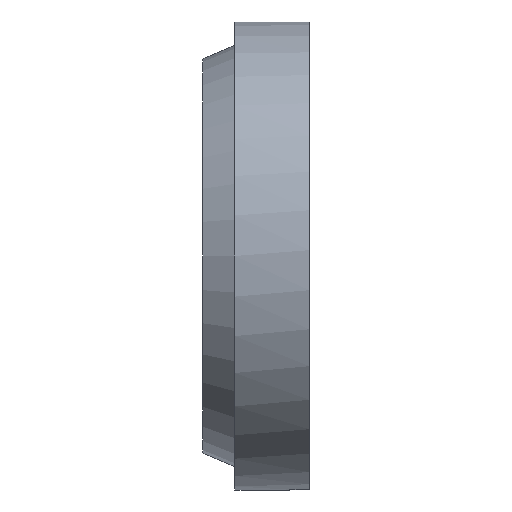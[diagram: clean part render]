
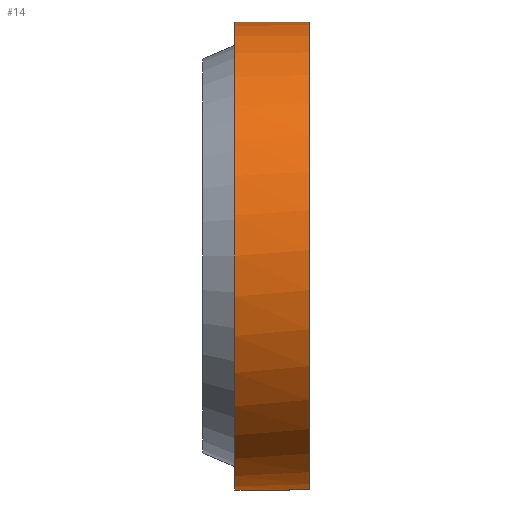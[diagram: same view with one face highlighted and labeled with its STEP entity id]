
A CAD part, front view. The second image highlights one B-rep face of the part: STEP entity #14.
In plain terms, the highlighted cylindrical face has radius 20 mm (diameter 40 mm), a partial arc.
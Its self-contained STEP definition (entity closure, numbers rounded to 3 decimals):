
#4 = ORIENTED_EDGE ( 'NONE', *, *, #87, .T. ) ;
#5 = DIRECTION ( 'NONE',  ( -1., 0., 0. ) ) ;
#14 = ADVANCED_FACE ( 'NONE', ( #66 ), #270, .T. ) ;
#16 = LINE ( 'NONE', #133, #80 ) ;
#26 = ORIENTED_EDGE ( 'NONE', *, *, #171, .T. ) ;
#40 = CARTESIAN_POINT ( 'NONE',  ( -18.051, 0., -20. ) ) ;
#43 = CIRCLE ( 'NONE', #452, 20. ) ;
#45 = CARTESIAN_POINT ( 'NONE',  ( 7.853, 0., 20. ) ) ;
#46 = LINE ( 'NONE', #40, #290 ) ;
#63 = ORIENTED_EDGE ( 'NONE', *, *, #457, .F. ) ;
#66 = FACE_OUTER_BOUND ( 'NONE', #328, .T. ) ;
#71 = DIRECTION ( 'NONE',  ( 0., 0., 1. ) ) ;
#80 = VECTOR ( 'NONE', #138, 1000. ) ;
#82 = EDGE_CURVE ( 'NONE', #163, #331, #497, .T. ) ;
#86 = ORIENTED_EDGE ( 'NONE', *, *, #278, .F. ) ;
#87 = EDGE_CURVE ( 'NONE', #331, #134, #308, .T. ) ;
#106 = DIRECTION ( 'NONE',  ( 1., 0., 0. ) ) ;
#133 = CARTESIAN_POINT ( 'NONE',  ( -18.051, 0., 20. ) ) ;
#134 = VERTEX_POINT ( 'NONE', #45 ) ;
#138 = DIRECTION ( 'NONE',  ( -1., 0., 0. ) ) ;
#142 = CARTESIAN_POINT ( 'NONE',  ( 1.5, 0., 0. ) ) ;
#153 = VECTOR ( 'NONE', #106, 1000. ) ;
#163 = VERTEX_POINT ( 'NONE', #366 ) ;
#171 = EDGE_CURVE ( 'NONE', #134, #174, #16, .T. ) ;
#174 = VERTEX_POINT ( 'NONE', #214 ) ;
#181 = CARTESIAN_POINT ( 'NONE',  ( 6.2, 0., 0. ) ) ;
#186 = DIRECTION ( 'NONE',  ( 0., 0., 1. ) ) ;
#190 = CARTESIAN_POINT ( 'NONE',  ( -18.051, 0., 0. ) ) ;
#202 = ORIENTED_EDGE ( 'NONE', *, *, #82, .T. ) ;
#209 = CIRCLE ( 'NONE', #358, 20. ) ;
#214 = CARTESIAN_POINT ( 'NONE',  ( 1.5, 0., 20. ) ) ;
#219 = DIRECTION ( 'NONE',  ( -1., 0., 0. ) ) ;
#222 = CARTESIAN_POINT ( 'NONE',  ( 7.853, 0., 0. ) ) ;
#230 = CARTESIAN_POINT ( 'NONE',  ( 1.5, 0., -20. ) ) ;
#258 = AXIS2_PLACEMENT_3D ( 'NONE', #222, #383, #186 ) ;
#259 = CARTESIAN_POINT ( 'NONE',  ( 7.853, -1., -19.975 ) ) ;
#264 = DIRECTION ( 'NONE',  ( -1., 0., 0. ) ) ;
#270 = CYLINDRICAL_SURFACE ( 'NONE', #365, 20. ) ;
#278 = EDGE_CURVE ( 'NONE', #434, #174, #209, .T. ) ;
#290 = VECTOR ( 'NONE', #5, 1000. ) ;
#296 = ORIENTED_EDGE ( 'NONE', *, *, #353, .T. ) ;
#302 = CARTESIAN_POINT ( 'NONE',  ( -18.051, -1., -19.975 ) ) ;
#308 = CIRCLE ( 'NONE', #258, 20. ) ;
#328 = EDGE_LOOP ( 'NONE', ( #63, #296, #202, #4, #26, #86 ) ) ;
#331 = VERTEX_POINT ( 'NONE', #259 ) ;
#336 = VERTEX_POINT ( 'NONE', #500 ) ;
#353 = EDGE_CURVE ( 'NONE', #336, #163, #43, .T. ) ;
#358 = AXIS2_PLACEMENT_3D ( 'NONE', #142, #264, #503 ) ;
#365 = AXIS2_PLACEMENT_3D ( 'NONE', #190, #389, #71 ) ;
#366 = CARTESIAN_POINT ( 'NONE',  ( 6.2, -1., -19.975 ) ) ;
#380 = DIRECTION ( 'NONE',  ( 0., 0., 1. ) ) ;
#383 = DIRECTION ( 'NONE',  ( -1., 0., 0. ) ) ;
#389 = DIRECTION ( 'NONE',  ( -1., 0., 0. ) ) ;
#434 = VERTEX_POINT ( 'NONE', #230 ) ;
#452 = AXIS2_PLACEMENT_3D ( 'NONE', #181, #219, #380 ) ;
#457 = EDGE_CURVE ( 'NONE', #336, #434, #46, .T. ) ;
#497 = LINE ( 'NONE', #302, #153 ) ;
#500 = CARTESIAN_POINT ( 'NONE',  ( 6.2, 0., -20. ) ) ;
#503 = DIRECTION ( 'NONE',  ( 0., 0., 1. ) ) ;
